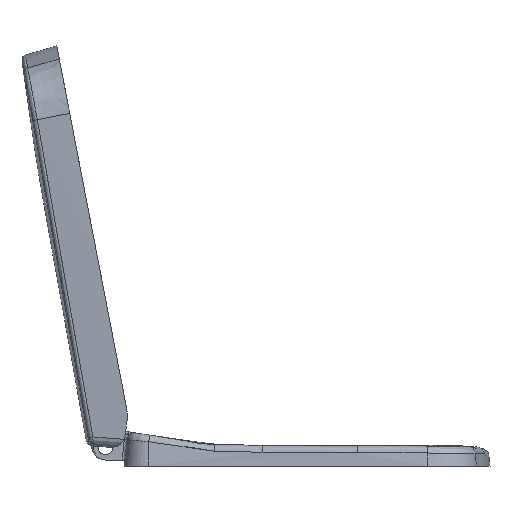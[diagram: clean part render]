
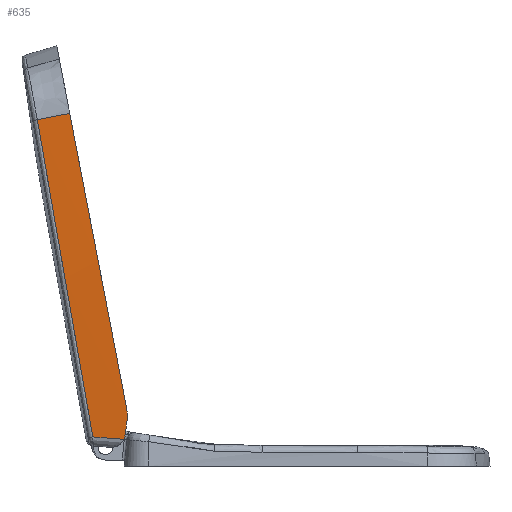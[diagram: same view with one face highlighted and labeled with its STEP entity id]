
A CAD part, left-side view. The second image highlights one B-rep face of the part: STEP entity #635.
In plain terms, the highlighted free-form (B-spline) face has degree [3, 1] with [4, 2] control points.
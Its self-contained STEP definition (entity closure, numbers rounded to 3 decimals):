
#635=ADVANCED_FACE('',(#1313),#9781,.T.);
#1313=FACE_OUTER_BOUND('',#2012,.T.);
#2012=EDGE_LOOP('',(#4894,#4895,#4896,#4897,#4898,#4899,#4900));
#4894=ORIENTED_EDGE('',*,*,#6774,.T.);
#4895=ORIENTED_EDGE('',*,*,#6779,.F.);
#4896=ORIENTED_EDGE('',*,*,#6780,.F.);
#4897=ORIENTED_EDGE('',*,*,#6784,.F.);
#4898=ORIENTED_EDGE('',*,*,#6794,.T.);
#4899=ORIENTED_EDGE('',*,*,#6808,.T.);
#4900=ORIENTED_EDGE('',*,*,#6765,.F.);
#6765=EDGE_CURVE('',#9560,#9551,#7712,.T.);
#6774=EDGE_CURVE('',#9560,#9559,#7721,.T.);
#6779=EDGE_CURVE('',#9563,#9559,#7726,.T.);
#6780=EDGE_CURVE('',#9564,#9563,#7727,.T.);
#6784=EDGE_CURVE('',#9566,#9564,#7730,.T.);
#6794=EDGE_CURVE('',#9566,#9580,#7737,.T.);
#6808=EDGE_CURVE('',#9580,#9551,#7751,.T.);
#7712=B_SPLINE_CURVE_WITH_KNOTS('',3,(#74064,#74065,#74066,#74067),
 .UNSPECIFIED.,.F.,.F.,(4,4),(-8.948,-7.948),
 .UNSPECIFIED.);
#7721=B_SPLINE_CURVE_WITH_KNOTS('',1,(#74130,#74131),.UNSPECIFIED.,.F.,
 .F.,(2,2),(1.,2.),.UNSPECIFIED.);
#7726=B_SPLINE_CURVE_WITH_KNOTS('',3,(#74152,#74153,#74154,#74155,#74156,
#74157),.UNSPECIFIED.,.F.,.F.,(4,2,4),(3.046,3.546,
4.046),.UNSPECIFIED.);
#7727=B_SPLINE_CURVE_WITH_KNOTS('',3,(#74158,#74159,#74160,#74161,#74162,
#74163),.UNSPECIFIED.,.F.,.F.,(4,2,4),(3.013,3.031,
3.046),.UNSPECIFIED.);
#7730=B_SPLINE_CURVE_WITH_KNOTS('',3,(#74181,#74182,#74183,#74184),
 .UNSPECIFIED.,.F.,.F.,(4,4),(10.303,11.303),
 .UNSPECIFIED.);
#7737=B_SPLINE_CURVE_WITH_KNOTS('',3,(#74256,#74257,#74258,#74259),
 .UNSPECIFIED.,.F.,.F.,(4,4),(0.,0.013),.UNSPECIFIED.);
#7751=B_SPLINE_CURVE_WITH_KNOTS('',3,(#74306,#74307,#74308,#74309),
 .UNSPECIFIED.,.F.,.F.,(4,4),(3.,4.),.UNSPECIFIED.);
#9551=VERTEX_POINT('',#73172);
#9559=VERTEX_POINT('',#73180);
#9560=VERTEX_POINT('',#73181);
#9563=VERTEX_POINT('',#73184);
#9564=VERTEX_POINT('',#73185);
#9566=VERTEX_POINT('',#73187);
#9580=VERTEX_POINT('',#73201);
#9781=B_SPLINE_SURFACE_WITH_KNOTS('',3,1,((#68875,#68876),(#68877,#68878),
(#68879,#68880),(#68881,#68882)),.UNSPECIFIED.,.F.,.F.,.F.,(4,4),(2,2),
(0.059,1.),(0.,0.578),
 .UNSPECIFIED.);
#68875=CARTESIAN_POINT('',(-748.143,172.694,-3.302));
#68876=CARTESIAN_POINT('',(-744.502,213.56,-11.138));
#68877=CARTESIAN_POINT('',(-749.636,195.127,112.994));
#68878=CARTESIAN_POINT('',(-745.995,235.981,105.099));
#68879=CARTESIAN_POINT('',(-748.168,217.575,229.366));
#68880=CARTESIAN_POINT('',(-744.528,258.417,221.411));
#68881=CARTESIAN_POINT('',(-743.742,239.996,345.6));
#68882=CARTESIAN_POINT('',(-740.104,280.827,337.585));
#73172=CARTESIAN_POINT('',(-748.497,179.29,30.89));
#73180=CARTESIAN_POINT('',(-740.65,274.699,338.788));
#73181=CARTESIAN_POINT('',(-743.742,239.996,345.6));
#73184=CARTESIAN_POINT('',(-744.653,215.377,-0.405));
#73185=CARTESIAN_POINT('',(-747.354,182.245,-2.976));
#73187=CARTESIAN_POINT('',(-747.567,181.034,0.963));
#73201=CARTESIAN_POINT('',(-748.078,179.02,13.475));
#74064=CARTESIAN_POINT('',(-743.742,239.996,345.6));
#74065=CARTESIAN_POINT('',(-747.736,219.765,240.717));
#74066=CARTESIAN_POINT('',(-749.321,199.529,135.814));
#74067=CARTESIAN_POINT('',(-748.497,179.29,30.89));
#74130=CARTESIAN_POINT('',(-743.742,239.996,345.6));
#74131=CARTESIAN_POINT('',(-740.65,274.699,338.788));
#74152=CARTESIAN_POINT('',(-744.653,215.377,-0.405));
#74153=CARTESIAN_POINT('',(-745.375,225.279,56.131));
#74154=CARTESIAN_POINT('',(-745.402,235.18,112.672));
#74155=CARTESIAN_POINT('',(-744.064,254.987,225.742));
#74156=CARTESIAN_POINT('',(-742.7,264.893,282.271));
#74157=CARTESIAN_POINT('',(-740.65,274.699,338.788));
#74158=CARTESIAN_POINT('',(-747.354,182.245,-2.976));
#74159=CARTESIAN_POINT('',(-746.858,188.337,-2.503));
#74160=CARTESIAN_POINT('',(-746.362,194.429,-2.031));
#74161=CARTESIAN_POINT('',(-745.462,205.473,-1.174));
#74162=CARTESIAN_POINT('',(-745.058,210.425,-0.79));
#74163=CARTESIAN_POINT('',(-744.653,215.377,-0.405));
#74181=CARTESIAN_POINT('',(-747.567,181.034,0.963));
#74182=CARTESIAN_POINT('',(-747.51,181.255,-0.413));
#74183=CARTESIAN_POINT('',(-747.439,181.66,-1.725));
#74184=CARTESIAN_POINT('',(-747.354,182.245,-2.976));
#74256=CARTESIAN_POINT('',(-747.567,181.034,0.963));
#74257=CARTESIAN_POINT('',(-747.741,180.362,5.134));
#74258=CARTESIAN_POINT('',(-747.911,179.691,9.304));
#74259=CARTESIAN_POINT('',(-748.078,179.02,13.475));
#74306=CARTESIAN_POINT('',(-748.078,179.02,13.475));
#74307=CARTESIAN_POINT('',(-748.311,178.083,19.294));
#74308=CARTESIAN_POINT('',(-748.451,178.173,25.099));
#74309=CARTESIAN_POINT('',(-748.497,179.29,30.89));
